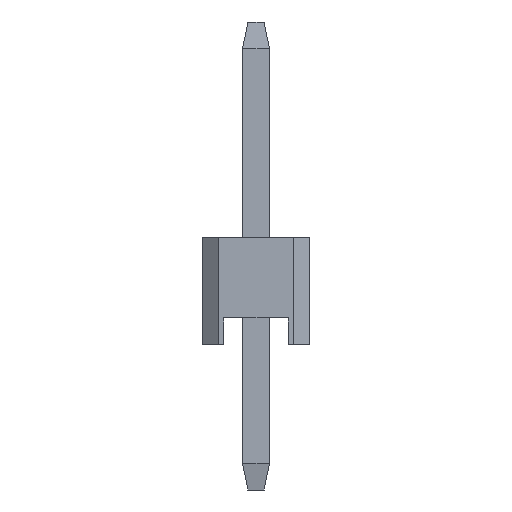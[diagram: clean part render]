
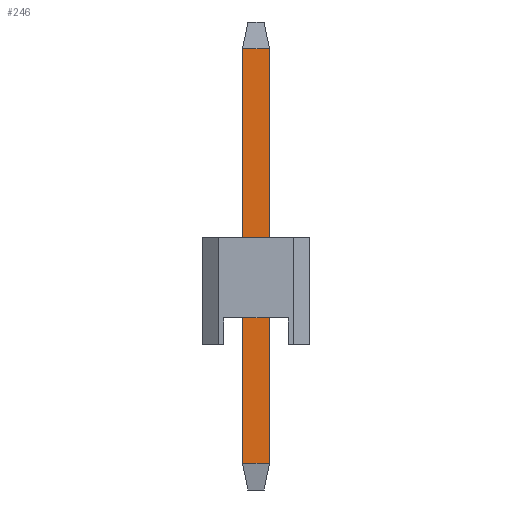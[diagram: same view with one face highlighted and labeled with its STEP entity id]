
A CAD part, left-side view. The second image highlights one B-rep face of the part: STEP entity #246.
In plain terms, the highlighted planar face has unit normal (-1, 0, 0).
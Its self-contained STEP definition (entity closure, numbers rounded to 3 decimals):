
#246=ADVANCED_FACE('',(#696),#6746,.T.);
#696=FACE_OUTER_BOUND('',#1146,.T.);
#1146=EDGE_LOOP('',(#1633,#1634,#1635,#1636));
#1633=ORIENTED_EDGE('',*,*,#3846,.F.);
#1634=ORIENTED_EDGE('',*,*,#3847,.F.);
#1635=ORIENTED_EDGE('',*,*,#3848,.F.);
#1636=ORIENTED_EDGE('',*,*,#3845,.F.);
#3845=EDGE_CURVE('',#6057,#6058,#4951,.T.);
#3846=EDGE_CURVE('',#6059,#6057,#4952,.T.);
#3847=EDGE_CURVE('',#6060,#6059,#4953,.T.);
#3848=EDGE_CURVE('',#6058,#6060,#4954,.T.);
#4951=B_SPLINE_CURVE_WITH_KNOTS('',1,(#8159,#8160),.UNSPECIFIED.,.F.,.F.,
(2,2),(-7.7,0.),.UNSPECIFIED.);
#4952=B_SPLINE_CURVE_WITH_KNOTS('',1,(#8161,#8162),.UNSPECIFIED.,.F.,.F.,
(2,2),(-0.5,0.),.UNSPECIFIED.);
#4953=B_SPLINE_CURVE_WITH_KNOTS('',1,(#8163,#8164),.UNSPECIFIED.,.F.,.F.,
(2,2),(-7.7,0.),.UNSPECIFIED.);
#4954=B_SPLINE_CURVE_WITH_KNOTS('',1,(#8165,#8166),.UNSPECIFIED.,.F.,.F.,
(2,2),(-0.5,0.),.UNSPECIFIED.);
#6057=VERTEX_POINT('',#8139);
#6058=VERTEX_POINT('',#8140);
#6059=VERTEX_POINT('',#8141);
#6060=VERTEX_POINT('',#8142);
#6746=PLANE('',#7216);
#7216=AXIS2_PLACEMENT_3D('',#8122,#7669,$);
#7669=DIRECTION('',(-1.,0.,0.));
#8122=CARTESIAN_POINT('',(-0.25,74.04,6.34));
#8139=CARTESIAN_POINT('',(-0.25,74.75,5.51));
#8140=CARTESIAN_POINT('',(-0.25,74.75,-2.19));
#8141=CARTESIAN_POINT('',(-0.25,75.25,5.51));
#8142=CARTESIAN_POINT('',(-0.25,75.25,-2.19));
#8159=CARTESIAN_POINT('',(-0.25,74.75,5.51));
#8160=CARTESIAN_POINT('',(-0.25,74.75,-2.19));
#8161=CARTESIAN_POINT('',(-0.25,75.25,5.51));
#8162=CARTESIAN_POINT('',(-0.25,74.75,5.51));
#8163=CARTESIAN_POINT('',(-0.25,75.25,-2.19));
#8164=CARTESIAN_POINT('',(-0.25,75.25,5.51));
#8165=CARTESIAN_POINT('',(-0.25,74.75,-2.19));
#8166=CARTESIAN_POINT('',(-0.25,75.25,-2.19));
